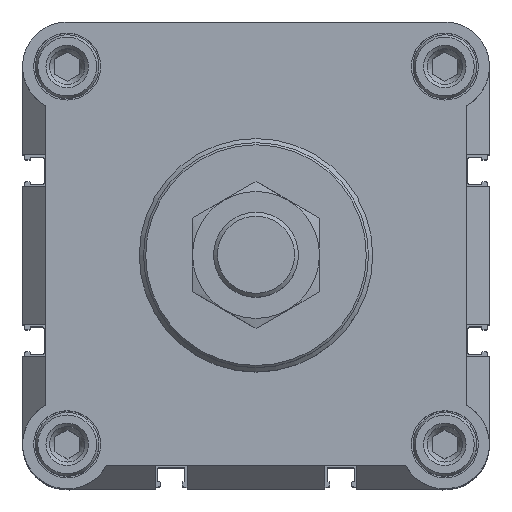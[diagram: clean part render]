
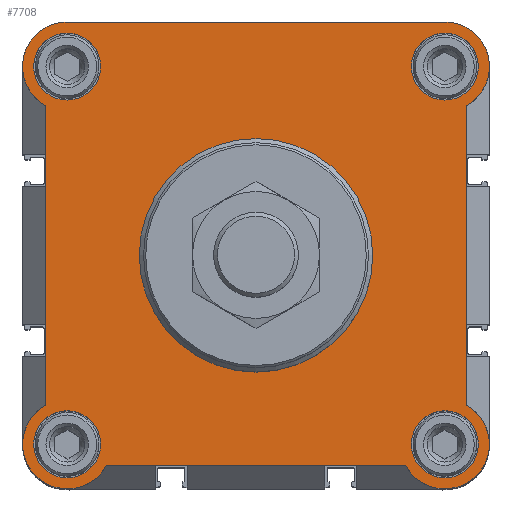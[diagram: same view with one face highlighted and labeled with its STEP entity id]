
A CAD part, top view. The second image highlights one B-rep face of the part: STEP entity #7708.
In plain terms, the highlighted planar face has unit normal (0, 0, 1).
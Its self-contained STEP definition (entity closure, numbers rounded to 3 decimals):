
#377=LINE('',#12104,#1111);
#394=LINE('',#12141,#1128);
#403=LINE('',#12159,#1137);
#404=LINE('',#12165,#1138);
#1111=VECTOR('',#9457,1000.);
#1128=VECTOR('',#9486,1000.);
#1137=VECTOR('',#9501,1000.);
#1138=VECTOR('',#9508,1000.);
#1671=PLANE('',#8324);
#2395=ORIENTED_EDGE('',*,*,#4556,.T.);
#2396=ORIENTED_EDGE('',*,*,#4557,.T.);
#2397=ORIENTED_EDGE('',*,*,#4558,.T.);
#2398=ORIENTED_EDGE('',*,*,#4559,.T.);
#2399=ORIENTED_EDGE('',*,*,#4560,.T.);
#2400=ORIENTED_EDGE('',*,*,#4500,.T.);
#2401=ORIENTED_EDGE('',*,*,#4495,.T.);
#2402=ORIENTED_EDGE('',*,*,#4530,.T.);
#2403=ORIENTED_EDGE('',*,*,#4510,.T.);
#2404=ORIENTED_EDGE('',*,*,#4520,.T.);
#2405=ORIENTED_EDGE('',*,*,#4522,.T.);
#2406=ORIENTED_EDGE('',*,*,#4533,.T.);
#2407=ORIENTED_EDGE('',*,*,#4505,.T.);
#4495=EDGE_CURVE('',#5572,#5576,#6134,.T.);
#4500=EDGE_CURVE('',#5581,#5572,#377,.T.);
#4505=EDGE_CURVE('',#5584,#5581,#6135,.T.);
#4510=EDGE_CURVE('',#5588,#5587,#6136,.T.);
#4520=EDGE_CURVE('',#5587,#5594,#394,.T.);
#4522=EDGE_CURVE('',#5594,#5595,#6137,.T.);
#4530=EDGE_CURVE('',#5576,#5588,#403,.T.);
#4533=EDGE_CURVE('',#5595,#5584,#404,.T.);
#4556=EDGE_CURVE('',#5624,#5624,#6149,.T.);
#4557=EDGE_CURVE('',#5625,#5625,#6150,.T.);
#4558=EDGE_CURVE('',#5626,#5626,#6151,.T.);
#4559=EDGE_CURVE('',#5627,#5627,#6152,.T.);
#4560=EDGE_CURVE('',#5628,#5628,#6153,.T.);
#5572=VERTEX_POINT('',#12085);
#5576=VERTEX_POINT('',#12093);
#5581=VERTEX_POINT('',#12105);
#5584=VERTEX_POINT('',#12114);
#5587=VERTEX_POINT('',#12122);
#5588=VERTEX_POINT('',#12124);
#5594=VERTEX_POINT('',#12140);
#5595=VERTEX_POINT('',#12144);
#5624=VERTEX_POINT('',#12212);
#5625=VERTEX_POINT('',#12214);
#5626=VERTEX_POINT('',#12216);
#5627=VERTEX_POINT('',#12218);
#5628=VERTEX_POINT('',#12220);
#6134=CIRCLE('',#8300,10.5);
#6135=CIRCLE('',#8303,10.5);
#6136=CIRCLE('',#8306,10.5);
#6137=CIRCLE('',#8309,10.5);
#6149=CIRCLE('',#8325,27.5);
#6150=CIRCLE('',#8326,7.9);
#6151=CIRCLE('',#8327,7.9);
#6152=CIRCLE('',#8328,7.9);
#6153=CIRCLE('',#8329,7.9);
#6420=EDGE_LOOP('',(#2395));
#6421=EDGE_LOOP('',(#2396));
#6422=EDGE_LOOP('',(#2397));
#6423=EDGE_LOOP('',(#2398));
#6424=EDGE_LOOP('',(#2399));
#6425=EDGE_LOOP('',(#2400,#2401,#2402,#2403,#2404,#2405,#2406,#2407));
#7002=FACE_BOUND('',#6420,.T.);
#7003=FACE_BOUND('',#6421,.T.);
#7004=FACE_BOUND('',#6422,.T.);
#7005=FACE_BOUND('',#6423,.T.);
#7006=FACE_BOUND('',#6424,.T.);
#7007=FACE_BOUND('',#6425,.T.);
#7708=ADVANCED_FACE('',(#7002,#7003,#7004,#7005,#7006,#7007),#1671,.T.);
#8300=AXIS2_PLACEMENT_3D('',#12094,#9449,#9450);
#8303=AXIS2_PLACEMENT_3D('',#12113,#9464,#9465);
#8306=AXIS2_PLACEMENT_3D('',#12123,#9473,#9474);
#8309=AXIS2_PLACEMENT_3D('',#12145,#9490,#9491);
#8324=AXIS2_PLACEMENT_3D('',#12210,#9542,#9543);
#8325=AXIS2_PLACEMENT_3D('',#12211,#9544,#9545);
#8326=AXIS2_PLACEMENT_3D('',#12213,#9546,#9547);
#8327=AXIS2_PLACEMENT_3D('',#12215,#9548,#9549);
#8328=AXIS2_PLACEMENT_3D('',#12217,#9550,#9551);
#8329=AXIS2_PLACEMENT_3D('',#12219,#9552,#9553);
#9449=DIRECTION('',(0.,0.,1.));
#9450=DIRECTION('',(1.,0.,0.));
#9457=DIRECTION('',(0.,-1.,0.));
#9464=DIRECTION('',(0.,0.,1.));
#9465=DIRECTION('',(1.,0.,0.));
#9473=DIRECTION('',(0.,0.,1.));
#9474=DIRECTION('',(1.,0.,0.));
#9486=DIRECTION('',(0.,1.,0.));
#9490=DIRECTION('',(0.,0.,1.));
#9491=DIRECTION('',(1.,0.,0.));
#9501=DIRECTION('',(1.,0.,0.));
#9508=DIRECTION('',(-1.,0.,0.));
#9542=DIRECTION('',(0.,0.,1.));
#9543=DIRECTION('',(1.,0.,0.));
#9544=DIRECTION('',(0.,0.,-1.));
#9545=DIRECTION('',(-1.,0.,0.));
#9546=DIRECTION('',(0.,0.,-1.));
#9547=DIRECTION('',(-1.,0.,0.));
#9548=DIRECTION('',(0.,0.,-1.));
#9549=DIRECTION('',(-1.,0.,0.));
#9550=DIRECTION('',(0.,0.,-1.));
#9551=DIRECTION('',(-1.,0.,0.));
#9552=DIRECTION('',(0.,0.,-1.));
#9553=DIRECTION('',(-1.,0.,0.));
#12085=CARTESIAN_POINT('',(-49.5,-35.267,0.));
#12093=CARTESIAN_POINT('',(-35.267,-49.5,0.));
#12094=CARTESIAN_POINT('',(-44.5,-44.5,0.));
#12104=CARTESIAN_POINT('',(-49.5,35.267,0.));
#12105=CARTESIAN_POINT('',(-49.5,35.267,0.));
#12113=CARTESIAN_POINT('',(-44.5,44.5,0.));
#12114=CARTESIAN_POINT('',(-44.5,55.,0.));
#12122=CARTESIAN_POINT('',(49.5,-35.267,0.));
#12123=CARTESIAN_POINT('',(44.5,-44.5,0.));
#12124=CARTESIAN_POINT('',(35.267,-49.5,0.));
#12140=CARTESIAN_POINT('',(49.5,35.267,0.));
#12141=CARTESIAN_POINT('',(49.5,-35.267,0.));
#12144=CARTESIAN_POINT('',(44.5,55.,0.));
#12145=CARTESIAN_POINT('',(44.5,44.5,0.));
#12159=CARTESIAN_POINT('',(-35.267,-49.5,0.));
#12165=CARTESIAN_POINT('',(44.5,55.,0.));
#12210=CARTESIAN_POINT('',(-44.5,-44.5,0.));
#12211=CARTESIAN_POINT('',(0.,0.,0.));
#12212=CARTESIAN_POINT('',(-27.5,0.,0.));
#12213=CARTESIAN_POINT('',(-44.5,44.5,0.));
#12214=CARTESIAN_POINT('',(-52.4,44.5,0.));
#12215=CARTESIAN_POINT('',(-44.5,-44.5,0.));
#12216=CARTESIAN_POINT('',(-52.4,-44.5,0.));
#12217=CARTESIAN_POINT('',(44.5,-44.5,0.));
#12218=CARTESIAN_POINT('',(36.6,-44.5,0.));
#12219=CARTESIAN_POINT('',(44.5,44.5,0.));
#12220=CARTESIAN_POINT('',(36.6,44.5,0.));
